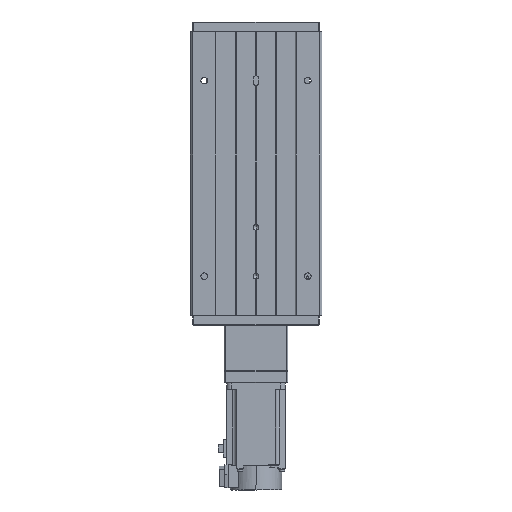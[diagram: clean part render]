
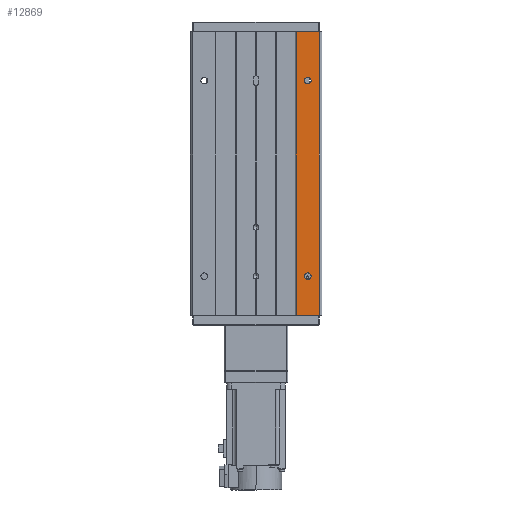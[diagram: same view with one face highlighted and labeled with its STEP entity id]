
A CAD part, front view. The second image highlights one B-rep face of the part: STEP entity #12869.
In plain terms, the highlighted planar face has unit normal (0, -1, 0).
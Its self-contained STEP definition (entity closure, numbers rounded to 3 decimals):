
#41 = FACE_BOUND ( 'NONE', #31714, .T. ) ;
#45 = AXIS2_PLACEMENT_3D ( 'NONE', #23861, #35771, #9007 ) ;
#525 = CIRCLE ( 'NONE', #22350, 3.4 ) ;
#1373 = CARTESIAN_POINT ( 'NONE',  ( -53., -1., 101.6 ) ) ;
#2069 = EDGE_LOOP ( 'NONE', ( #35959, #12040, #35833, #23212 ) ) ;
#3361 = CARTESIAN_POINT ( 'NONE',  ( -41., -1., 145. ) ) ;
#3513 = CARTESIAN_POINT ( 'NONE',  ( -64.5, -1., -145. ) ) ;
#4056 = DIRECTION ( 'NONE',  ( 0., -1., 0. ) ) ;
#4343 = CARTESIAN_POINT ( 'NONE',  ( -41., -1., -145. ) ) ;
#4884 = VECTOR ( 'NONE', #19192, 1000. ) ;
#7031 = CARTESIAN_POINT ( 'NONE',  ( -64.5, -1., 145. ) ) ;
#7276 = CARTESIAN_POINT ( 'NONE',  ( -40., -1., 145. ) ) ;
#7332 = VERTEX_POINT ( 'NONE', #11199 ) ;
#7483 = CIRCLE ( 'NONE', #12479, 3.4 ) ;
#7971 = EDGE_CURVE ( 'NONE', #12198, #24027, #30254, .T. ) ;
#8170 = DIRECTION ( 'NONE',  ( 0., -1., 0. ) ) ;
#8293 = EDGE_LOOP ( 'NONE', ( #12390, #11916 ) ) ;
#8777 = CARTESIAN_POINT ( 'NONE',  ( -53., -1., -98.4 ) ) ;
#9007 = DIRECTION ( 'NONE',  ( -1., 0., 0. ) ) ;
#9761 = AXIS2_PLACEMENT_3D ( 'NONE', #12674, #24589, #36495 ) ;
#10437 = DIRECTION ( 'NONE',  ( 1., 0., 0. ) ) ;
#11199 = CARTESIAN_POINT ( 'NONE',  ( -41., -1., 145. ) ) ;
#11916 = ORIENTED_EDGE ( 'NONE', *, *, #29983, .F. ) ;
#11947 = PLANE ( 'NONE',  #45 ) ;
#12040 = ORIENTED_EDGE ( 'NONE', *, *, #7971, .F. ) ;
#12198 = VERTEX_POINT ( 'NONE', #30796 ) ;
#12390 = ORIENTED_EDGE ( 'NONE', *, *, #28397, .F. ) ;
#12479 = AXIS2_PLACEMENT_3D ( 'NONE', #30802, #4056, #15943 ) ;
#12674 = CARTESIAN_POINT ( 'NONE',  ( -53., -1., 105. ) ) ;
#12869 = ADVANCED_FACE ( 'NONE', ( #14867, #26776, #41 ), #11947, .F. ) ;
#13083 = VERTEX_POINT ( 'NONE', #1373 ) ;
#14867 = FACE_BOUND ( 'NONE', #8293, .T. ) ;
#15247 = DIRECTION ( 'NONE',  ( 0., 0., 1. ) ) ;
#15404 = DIRECTION ( 'NONE',  ( 0., 0., 1. ) ) ;
#15532 = EDGE_CURVE ( 'NONE', #37847, #7332, #30111, .T. ) ;
#15943 = DIRECTION ( 'NONE',  ( 0., 0., -1. ) ) ;
#16569 = AXIS2_PLACEMENT_3D ( 'NONE', #34935, #8170, #20080 ) ;
#17082 = EDGE_CURVE ( 'NONE', #24027, #7332, #34037, .T. ) ;
#17268 = DIRECTION ( 'NONE',  ( 0., -1., 0. ) ) ;
#19192 = DIRECTION ( 'NONE',  ( 1., 0., 0. ) ) ;
#20080 = DIRECTION ( 'NONE',  ( 0., 0., -1. ) ) ;
#20862 = EDGE_CURVE ( 'NONE', #22082, #13083, #7483, .T. ) ;
#21281 = EDGE_CURVE ( 'NONE', #12198, #37847, #25277, .T. ) ;
#22082 = VERTEX_POINT ( 'NONE', #27715 ) ;
#22263 = VECTOR ( 'NONE', #15404, 1000. ) ;
#22350 = AXIS2_PLACEMENT_3D ( 'NONE', #35056, #17268, #29195 ) ;
#23212 = ORIENTED_EDGE ( 'NONE', *, *, #15532, .T. ) ;
#23448 = VERTEX_POINT ( 'NONE', #27384 ) ;
#23861 = CARTESIAN_POINT ( 'NONE',  ( -40., -1., 145. ) ) ;
#24027 = VERTEX_POINT ( 'NONE', #7031 ) ;
#24589 = DIRECTION ( 'NONE',  ( 0., -1., 0. ) ) ;
#25277 = LINE ( 'NONE', #37193, #31218 ) ;
#25523 = ORIENTED_EDGE ( 'NONE', *, *, #31000, .F. ) ;
#25537 = VERTEX_POINT ( 'NONE', #8777 ) ;
#26612 = CIRCLE ( 'NONE', #9761, 3.4 ) ;
#26776 = FACE_OUTER_BOUND ( 'NONE', #2069, .T. ) ;
#27384 = CARTESIAN_POINT ( 'NONE',  ( -53., -1., -91.6 ) ) ;
#27715 = CARTESIAN_POINT ( 'NONE',  ( -53., -1., 108.4 ) ) ;
#28397 = EDGE_CURVE ( 'NONE', #25537, #23448, #525, .T. ) ;
#29195 = DIRECTION ( 'NONE',  ( 0., 0., -1. ) ) ;
#29983 = EDGE_CURVE ( 'NONE', #23448, #25537, #33398, .T. ) ;
#30111 = LINE ( 'NONE', #3361, #34478 ) ;
#30254 = LINE ( 'NONE', #3513, #22263 ) ;
#30796 = CARTESIAN_POINT ( 'NONE',  ( -64.5, -1., -145. ) ) ;
#30802 = CARTESIAN_POINT ( 'NONE',  ( -53., -1., 105. ) ) ;
#31000 = EDGE_CURVE ( 'NONE', #13083, #22082, #26612, .T. ) ;
#31218 = VECTOR ( 'NONE', #10437, 1000. ) ;
#31529 = ORIENTED_EDGE ( 'NONE', *, *, #20862, .F. ) ;
#31714 = EDGE_LOOP ( 'NONE', ( #25523, #31529 ) ) ;
#33398 = CIRCLE ( 'NONE', #16569, 3.4 ) ;
#34037 = LINE ( 'NONE', #7276, #4884 ) ;
#34478 = VECTOR ( 'NONE', #15247, 1000. ) ;
#34935 = CARTESIAN_POINT ( 'NONE',  ( -53., -1., -95. ) ) ;
#35056 = CARTESIAN_POINT ( 'NONE',  ( -53., -1., -95. ) ) ;
#35771 = DIRECTION ( 'NONE',  ( 0., 1., 0. ) ) ;
#35833 = ORIENTED_EDGE ( 'NONE', *, *, #21281, .T. ) ;
#35959 = ORIENTED_EDGE ( 'NONE', *, *, #17082, .F. ) ;
#36495 = DIRECTION ( 'NONE',  ( 0., 0., -1. ) ) ;
#37193 = CARTESIAN_POINT ( 'NONE',  ( -40., -1., -145. ) ) ;
#37847 = VERTEX_POINT ( 'NONE', #4343 ) ;
